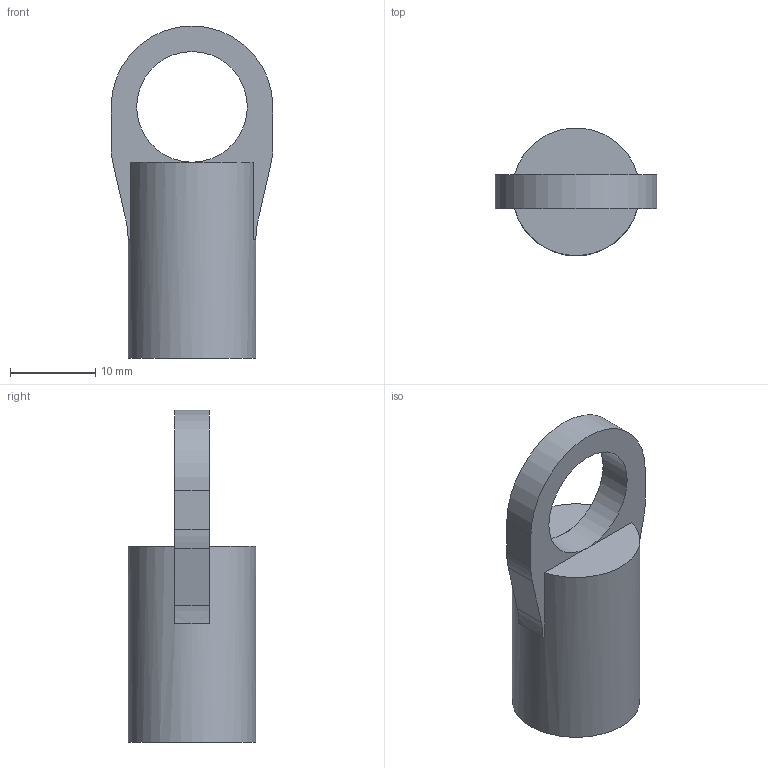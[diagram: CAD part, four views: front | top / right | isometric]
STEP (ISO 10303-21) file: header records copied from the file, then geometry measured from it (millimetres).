
FILE_DESCRIPTION( ( '' ), ' ' );
FILE_NAME( '5e9fd8e6d8c8d514c3bae362.step', '2020-04-22T05:40:55', ( '' ), ( '' ), ' ', ' ', ' ' );
FILE_SCHEMA( ( 'AUTOMOTIVE_DESIGN { 1 0 10303 214 1 1 1 1 }' ) );
Length unit declared in the file: metre
Products named in the file (1): Part 1
Bounding box: 19 x 15 x 39 mm (x, y, z)
Volume: 3306.4 mm3; surface area: 2632.5 mm2
Topology: 1 solids, 1 shells, 27 faces, 71 edges, 45 vertices
Faces by surface type: plane 20, cylinder 7
Full cylindrical faces by diameter (mm): 13 x1, 15 x1
Entity records: 1054 total; most frequent: DIRECTION 144, CARTESIAN_POINT 142, ORIENTED_EDGE 138, EDGE_CURVE 69, LINE 50, VECTOR 50, AXIS2_PLACEMENT_3D 47, VERTEX_POINT 45
